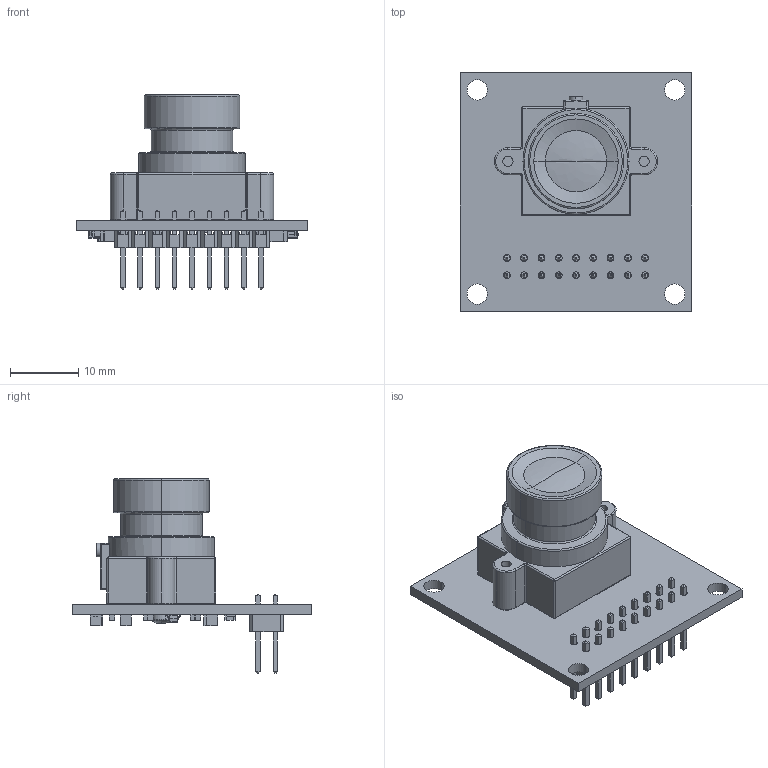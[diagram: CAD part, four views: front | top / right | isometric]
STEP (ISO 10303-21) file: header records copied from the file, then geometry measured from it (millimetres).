
FILE_DESCRIPTION (( 'STEP AP214' ), '1' );
FILE_NAME ('Camera OV7670.STEP', '2019-07-17T20:25:01', ( 'VR' ), ( '' ), 'SwSTEP 2.0', 'SolidWorks 2016', '' );
FILE_SCHEMA (( 'AUTOMOTIVE_DESIGN' ));
Length unit declared in the file: millimetre
Products named in the file (9): PLS (DS1021-2xN)_DS1021-2x9; CameraLens; pan head cross recess screw_iso_ISO 7045 - M1.6 x 6 - Z - 6N; CAP 0603_�� 㬮�砭��; CAP 1206_�� 㬮�砭��; Stackpole CSR0402 Res_�� 㬮�砭��; SC-70-5_�� 㬮�砭��; PcbForCamera; Camera OV7670
Assembly tree (21 placements, depth 2):
  Camera OV7670
    PcbForCamera
    CameraLens
    pan head cross recess screw_iso_ISO 7045 - M1.6 x 6 - Z - 6N  x2
    PLS (DS1021-2xN)_DS1021-2x9
    CAP 1206_�� 㬮�砭��  x5
    CAP 0603_�� 㬮�砭��  x6
    Stackpole CSR0402 Res_�� 㬮�砭��  x3
    SC-70-5_�� 㬮�砭��  x2
Bounding box: 34 x 35 x 28.6 mm (x, y, z)
Volume: 5817.5 mm3; surface area: 5553.3 mm2
Topology: 27 solids, 27 shells, 1732 faces, 4101 edges, 2290 vertices
Faces by surface type: plane 929, cylinder 457, bspline 274, torus 32, cone 24, sphere 16
Entity records: 36323 total; most frequent: CARTESIAN_POINT 7065, ORIENTED_EDGE 4440, DIRECTION 4396, EDGE_CURVE 2220, LINE 1674, VECTOR 1674, AXIS2_PLACEMENT_3D 1361, VERTEX_POINT 1352
